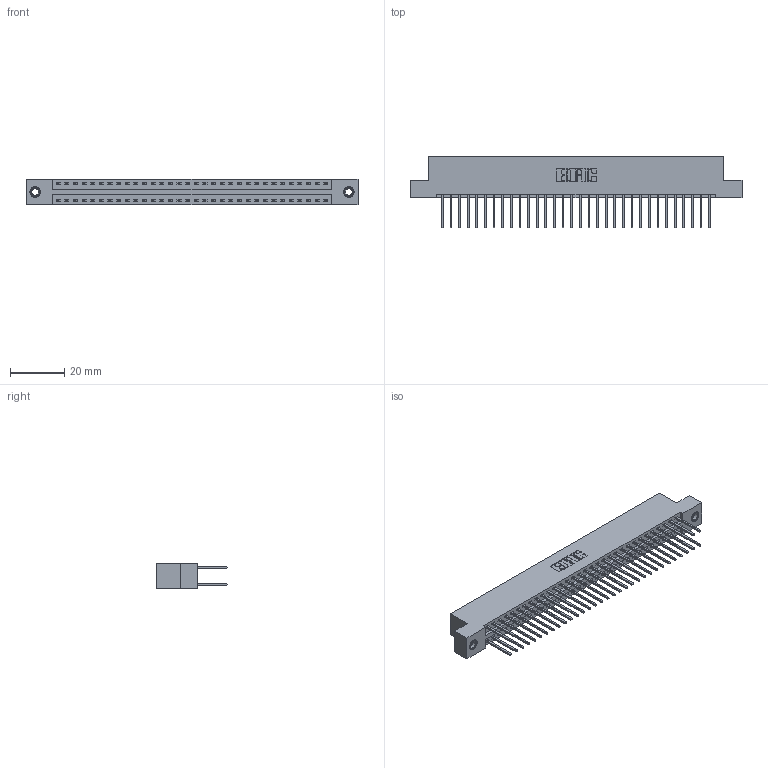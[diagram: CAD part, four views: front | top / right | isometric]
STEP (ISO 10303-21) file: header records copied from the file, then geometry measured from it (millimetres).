
FILE_DESCRIPTION (( 'STEP AP203' ), '1' );
FILE_NAME ('346-064-522-207.STEP', '2022-05-24T15:08:52', ( '' ), ( '' ), 'SwSTEP 2.0', 'SolidWorks 2020', '' );
FILE_SCHEMA (( 'CONFIG_CONTROL_DESIGN' ));
Length unit declared in the file: inch
Products named in the file (4): 346-064-522-207; 345-292-001_345-293-122; 345-250-001_345-250-005-103; 346 Part_Flush Mounting Lugs - 0.156 Dia-TI
Assembly tree (67 placements, depth 2):
  346-064-522-207
    346 Part_Flush Mounting Lugs - 0.156 Dia-TI
    345-292-001_345-293-122  x64
    345-250-001_345-250-005-103  x2
Bounding box: 122.17 x 26.42 x 9.4 mm (x, y, z)
Volume: 11986.3 mm3; surface area: 17112.7 mm2
Topology: 67 solids, 67 shells, 3510 faces, 10385 edges, 6830 vertices
Faces by surface type: plane 2348, cylinder 1146, cone 12, torus 4
Entity records: 23434 total; most frequent: CARTESIAN_POINT 3859, ORIENTED_EDGE 3786, DIRECTION 3479, EDGE_CURVE 1893, LINE 1613, VECTOR 1613, VERTEX_POINT 1256, AXIS2_PLACEMENT_3D 933
